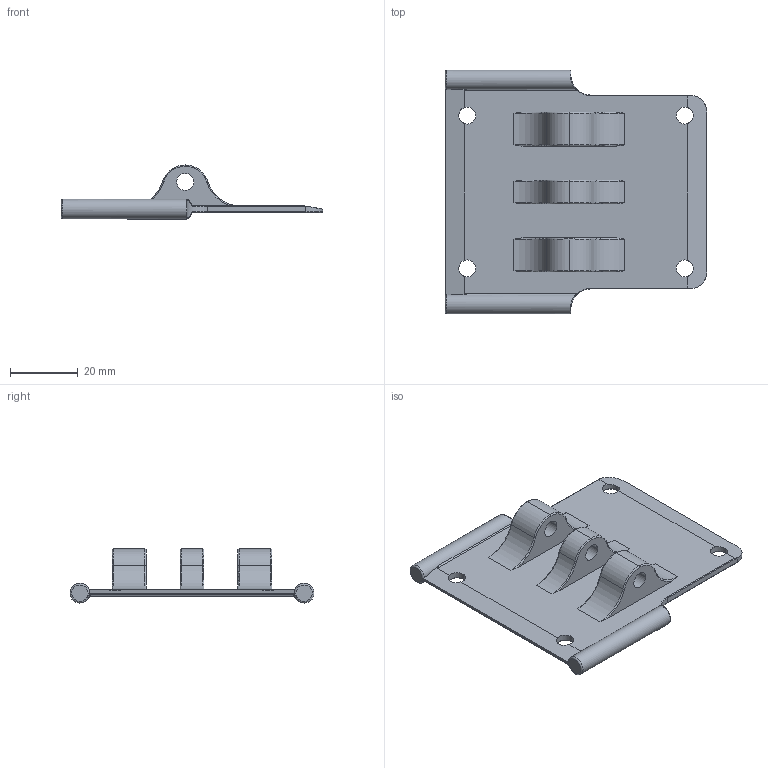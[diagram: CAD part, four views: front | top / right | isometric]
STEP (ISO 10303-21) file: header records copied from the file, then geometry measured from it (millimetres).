
FILE_DESCRIPTION(('CATIA V5 STEP Exchange'),'2;1');
FILE_NAME('Base_H.stp','2019-06-18T07:40:23+00:00',('none'),('none'),'CATIA Version 5-6 Release 2015 SP4 HF8','CATIA V5 STEP AP203','none');
FILE_SCHEMA(('CONFIG_CONTROL_DESIGN'));
Length unit declared in the file: millimetre
Products named in the file (1): Base_H
Bounding box: 77 x 71.8 x 15.9 mm (x, y, z)
Volume: 14806.6 mm3; surface area: 12177.5 mm2
Topology: 1 solids, 1 shells, 112 faces, 281 edges, 170 vertices
Faces by surface type: torus 46, cylinder 42, plane 16, bspline 8
Entity records: 3998 total; most frequent: CARTESIAN_POINT 1468, ORIENTED_EDGE 562, DIRECTION 409, EDGE_CURVE 281, AXIS2_PLACEMENT_3D 245, VERTEX_POINT 170, CIRCLE 150, EDGE_LOOP 125
